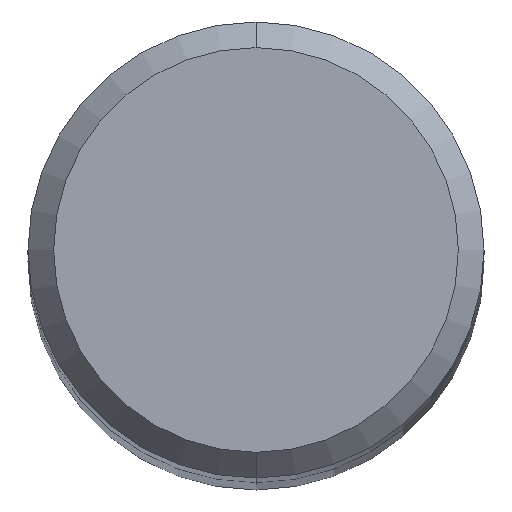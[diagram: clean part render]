
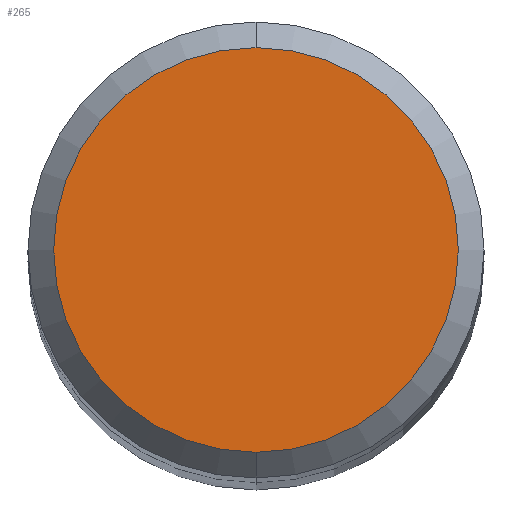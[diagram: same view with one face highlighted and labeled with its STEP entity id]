
A CAD part, top view. The second image highlights one B-rep face of the part: STEP entity #265.
In plain terms, the highlighted planar face has unit normal (0, 0, 1).
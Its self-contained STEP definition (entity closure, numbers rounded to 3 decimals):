
#215=VERTEX_POINT('',#479);
#227=EDGE_CURVE('',#215,#337,#492,.T.);
#265=ADVANCED_FACE('',(#536),#537,.T.);
#337=VERTEX_POINT('',#615);
#381=EDGE_CURVE('',#337,#215,#663,.T.);
#479=CARTESIAN_POINT('',(0.0,3.15,38.0));
#492=CIRCLE('',#880,3.15);
#536=FACE_OUTER_BOUND('',#981,.T.);
#537=PLANE('',#982);
#615=CARTESIAN_POINT('',(0.,-3.15,38.0));
#663=CIRCLE('',#1258,3.15);
#880=AXIS2_PLACEMENT_3D('',#1349,#1350,#1351);
#981=EDGE_LOOP('',(#1418,#1419));
#982=AXIS2_PLACEMENT_3D('',#1420,#1421,#1422);
#1258=AXIS2_PLACEMENT_3D('',#1545,#1546,#1547);
#1349=CARTESIAN_POINT('',(0.0,0.0,38.0));
#1350=DIRECTION('',(0.0,0.0,-1.0));
#1351=DIRECTION('',(0.0,1.0,0.0));
#1418=ORIENTED_EDGE('',*,*,#227,.F.);
#1419=ORIENTED_EDGE('',*,*,#381,.F.);
#1420=CARTESIAN_POINT('',(0.0,1.575,38.0));
#1421=DIRECTION('',(-0.0,0.0,1.0));
#1422=DIRECTION('',(0.0,-1.0,0.0));
#1545=CARTESIAN_POINT('',(0.0,0.0,38.0));
#1546=DIRECTION('',(0.0,0.0,-1.0));
#1547=DIRECTION('',(0.0,1.0,0.0));
